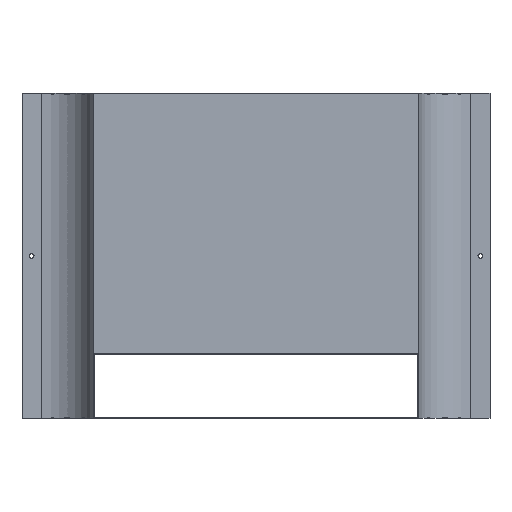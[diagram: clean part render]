
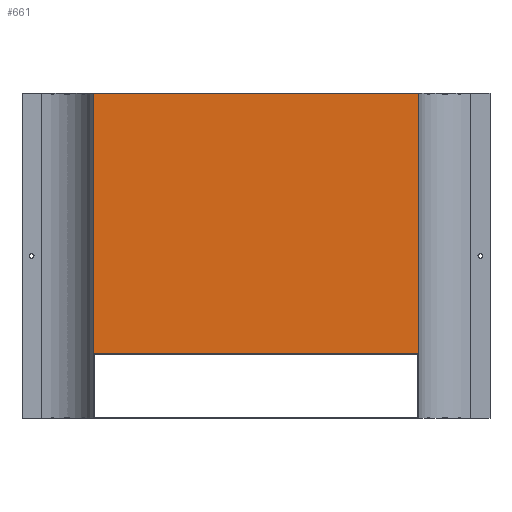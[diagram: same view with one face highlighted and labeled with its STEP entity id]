
A CAD part, front view. The second image highlights one B-rep face of the part: STEP entity #661.
In plain terms, the highlighted planar face has unit normal (0, -1, 0).
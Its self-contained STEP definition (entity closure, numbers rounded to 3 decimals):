
#126 = CARTESIAN_POINT ( 'NONE',  ( 0., -1., -399. ) ) ;
#127 = DIRECTION ( 'NONE',  ( 1., 0., 0. ) ) ;
#219 = CARTESIAN_POINT ( 'NONE',  ( 0., -1., 1. ) ) ;
#228 = CARTESIAN_POINT ( 'NONE',  ( 0., -1., -399. ) ) ;
#233 = CARTESIAN_POINT ( 'NONE',  ( 500., -1., 1. ) ) ;
#238 = CARTESIAN_POINT ( 'NONE',  ( 500., -1., -399. ) ) ;
#582 = DIRECTION ( 'NONE',  ( -1., 0., 0. ) ) ;
#583 = CARTESIAN_POINT ( 'NONE',  ( 0., -1., 1. ) ) ;
#661 = ADVANCED_FACE ( 'NONE', ( #1728 ), #1059, .T. ) ;
#718 = DIRECTION ( 'NONE',  ( 0., 0., 1. ) ) ;
#723 = CARTESIAN_POINT ( 'NONE',  ( 500., -1., 1. ) ) ;
#807 = DIRECTION ( 'NONE',  ( 0., 0., -1. ) ) ;
#814 = CARTESIAN_POINT ( 'NONE',  ( 0., -1., 1. ) ) ;
#1055 = DIRECTION ( 'NONE',  ( 0., 0., -1. ) ) ;
#1056 = DIRECTION ( 'NONE',  ( 0., -1., 0. ) ) ;
#1059 = PLANE ( 'NONE',  #1104 ) ;
#1065 = CARTESIAN_POINT ( 'NONE',  ( 0., -1., 0. ) ) ;
#1104 = AXIS2_PLACEMENT_3D ( 'NONE', #1065, #1056, #1055 ) ;
#1212 = LINE ( 'NONE', #814, #1215 ) ;
#1215 = VECTOR ( 'NONE', #807, 1000. ) ;
#1239 = LINE ( 'NONE', #723, #1242 ) ;
#1242 = VECTOR ( 'NONE', #718, 1000. ) ;
#1295 = LINE ( 'NONE', #583, #1297 ) ;
#1297 = VECTOR ( 'NONE', #582, 1000. ) ;
#1458 = LINE ( 'NONE', #126, #1461 ) ;
#1461 = VECTOR ( 'NONE', #127, 1000. ) ;
#1728 = FACE_OUTER_BOUND ( 'NONE', #2478, .T. ) ;
#1893 = EDGE_CURVE ( 'NONE', #2542, #2551, #1212, .T. ) ;
#1908 = EDGE_CURVE ( 'NONE', #2561, #2556, #1239, .T. ) ;
#1941 = EDGE_CURVE ( 'NONE', #2556, #2542, #1295, .T. ) ;
#2038 = EDGE_CURVE ( 'NONE', #2551, #2561, #1458, .T. ) ;
#2205 = ORIENTED_EDGE ( 'NONE', *, *, #1893, .T. ) ;
#2206 = ORIENTED_EDGE ( 'NONE', *, *, #2038, .T. ) ;
#2207 = ORIENTED_EDGE ( 'NONE', *, *, #1908, .T. ) ;
#2208 = ORIENTED_EDGE ( 'NONE', *, *, #1941, .T. ) ;
#2478 = EDGE_LOOP ( 'NONE', ( #2205, #2206, #2207, #2208 ) ) ;
#2542 = VERTEX_POINT ( 'NONE', #219 ) ;
#2551 = VERTEX_POINT ( 'NONE', #228 ) ;
#2556 = VERTEX_POINT ( 'NONE', #233 ) ;
#2561 = VERTEX_POINT ( 'NONE', #238 ) ;
